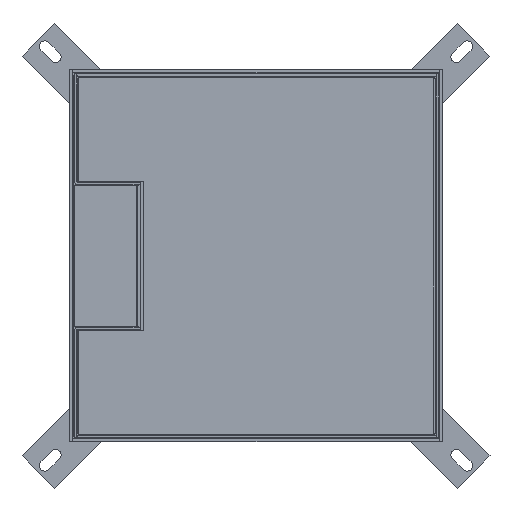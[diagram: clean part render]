
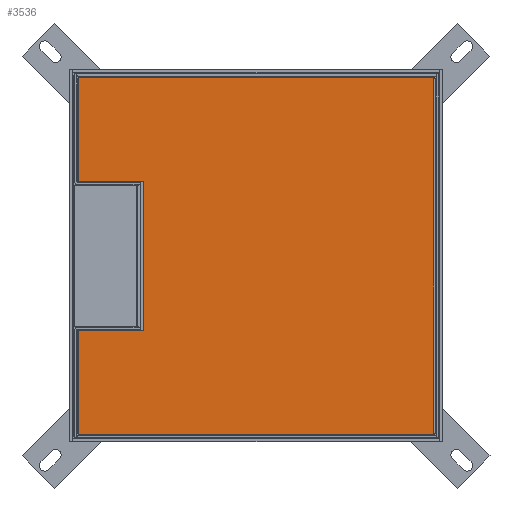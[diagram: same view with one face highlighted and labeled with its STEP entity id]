
A CAD part, top view. The second image highlights one B-rep face of the part: STEP entity #3536.
In plain terms, the highlighted face is planar.
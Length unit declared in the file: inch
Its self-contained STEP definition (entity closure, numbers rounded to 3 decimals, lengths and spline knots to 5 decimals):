
#893 = EDGE_CURVE ( 'NONE', #4910, #12142, #4896, .T. ) ;
#917 = DIRECTION ( 'NONE',  ( 0., 1., 0. ) ) ;
#1153 = FACE_OUTER_BOUND ( 'NONE', #8542, .T. ) ;
#1338 = CARTESIAN_POINT ( 'NONE',  ( 1.91535, -2.91339, 0. ) ) ;
#1363 = DIRECTION ( 'NONE',  ( -1., 0., 0. ) ) ;
#1642 = DIRECTION ( 'NONE',  ( 1., 0., 0. ) ) ;
#2476 = CARTESIAN_POINT ( 'NONE',  ( -4.56693, 4.5374, 0. ) ) ;
#2604 = CARTESIAN_POINT ( 'NONE',  ( -4.56693, 4.5374, 0. ) ) ;
#2706 = VERTEX_POINT ( 'NONE', #13051 ) ;
#2736 = DIRECTION ( 'NONE',  ( -1., 0., 0. ) ) ;
#2799 = CARTESIAN_POINT ( 'NONE',  ( -4.56693, 4.5374, 0. ) ) ;
#2864 = VECTOR ( 'NONE', #1642, 39.37008 ) ;
#2931 = VECTOR ( 'NONE', #13218, 39.37008 ) ;
#3095 = EDGE_CURVE ( 'NONE', #9297, #4910, #11942, .T. ) ;
#3263 = LINE ( 'NONE', #2604, #2931 ) ;
#3266 = VECTOR ( 'NONE', #10273, 39.37008 ) ;
#3519 = ORIENTED_EDGE ( 'NONE', *, *, #3095, .T. ) ;
#3536 = ADVANCED_FACE ( 'N', ( #1153 ), #9889, .F. ) ;
#3558 = DIRECTION ( 'NONE',  ( 1., 0., 0. ) ) ;
#3749 = EDGE_CURVE ( 'NONE', #6010, #7633, #8644, .T. ) ;
#3841 = CARTESIAN_POINT ( 'NONE',  ( 4.56693, 4.5374, 0. ) ) ;
#4228 = CARTESIAN_POINT ( 'NONE',  ( 4.56693, 4.5374, 0. ) ) ;
#4643 = CARTESIAN_POINT ( 'NONE',  ( -1.91535, -2.91339, 0. ) ) ;
#4896 = LINE ( 'NONE', #1338, #5031 ) ;
#4910 = VERTEX_POINT ( 'NONE', #13236 ) ;
#5031 = VECTOR ( 'NONE', #1363, 39.37008 ) ;
#5056 = CARTESIAN_POINT ( 'NONE',  ( -4.56693, -4.56693, 0. ) ) ;
#5278 = VECTOR ( 'NONE', #9487, 39.37008 ) ;
#5519 = ORIENTED_EDGE ( 'NONE', *, *, #3749, .T. ) ;
#5561 = DIRECTION ( 'NONE',  ( 0., -1., 0. ) ) ;
#6010 = VERTEX_POINT ( 'NONE', #10510 ) ;
#6058 = EDGE_CURVE ( 'NONE', #12962, #9297, #9646, .T. ) ;
#6337 = CARTESIAN_POINT ( 'NONE',  ( -4.56693, -4.56693, 0. ) ) ;
#6508 = ORIENTED_EDGE ( 'NONE', *, *, #6058, .T. ) ;
#7420 = EDGE_CURVE ( 'NONE', #2706, #13666, #7978, .T. ) ;
#7593 = ORIENTED_EDGE ( 'NONE', *, *, #12006, .T. ) ;
#7633 = VERTEX_POINT ( 'NONE', #4228 ) ;
#7727 = VECTOR ( 'NONE', #5561, 39.37008 ) ;
#7978 = LINE ( 'NONE', #10291, #9300 ) ;
#8290 = ORIENTED_EDGE ( 'NONE', *, *, #12197, .T. ) ;
#8422 = ORIENTED_EDGE ( 'NONE', *, *, #8858, .T. ) ;
#8542 = EDGE_LOOP ( 'NONE', ( #11866, #8422, #5519, #8290, #6508, #3519, #11763, #7593 ) ) ;
#8644 = LINE ( 'NONE', #2799, #2864 ) ;
#8858 = EDGE_CURVE ( 'NONE', #13666, #6010, #3263, .T. ) ;
#9162 = VECTOR ( 'NONE', #917, 39.37008 ) ;
#9297 = VERTEX_POINT ( 'NONE', #13892 ) ;
#9300 = VECTOR ( 'NONE', #2736, 39.37008 ) ;
#9487 = DIRECTION ( 'NONE',  ( -1., 0., 0. ) ) ;
#9646 = LINE ( 'NONE', #5056, #5278 ) ;
#9889 = PLANE ( 'NONE',  #11941 ) ;
#10036 = DIRECTION ( 'NONE',  ( 0., 0., 1. ) ) ;
#10273 = DIRECTION ( 'NONE',  ( 0., -1., 0. ) ) ;
#10291 = CARTESIAN_POINT ( 'NONE',  ( -4.56693, -4.56693, 0. ) ) ;
#10510 = CARTESIAN_POINT ( 'NONE',  ( -4.56693, 4.5374, 0. ) ) ;
#10548 = LINE ( 'NONE', #10886, #7727 ) ;
#10886 = CARTESIAN_POINT ( 'NONE',  ( -1.91535, -2.91339, 0. ) ) ;
#11516 = LINE ( 'NONE', #3841, #3266 ) ;
#11526 = CARTESIAN_POINT ( 'NONE',  ( 4.56693, -4.56693, 0. ) ) ;
#11763 = ORIENTED_EDGE ( 'NONE', *, *, #893, .T. ) ;
#11866 = ORIENTED_EDGE ( 'NONE', *, *, #7420, .T. ) ;
#11941 = AXIS2_PLACEMENT_3D ( 'NONE', #2476, #10036, #3558 ) ;
#11942 = LINE ( 'NONE', #12712, #9162 ) ;
#12006 = EDGE_CURVE ( 'NONE', #12142, #2706, #10548, .T. ) ;
#12142 = VERTEX_POINT ( 'NONE', #4643 ) ;
#12197 = EDGE_CURVE ( 'NONE', #7633, #12962, #11516, .T. ) ;
#12712 = CARTESIAN_POINT ( 'NONE',  ( 1.91535, -2.91339, 0. ) ) ;
#12962 = VERTEX_POINT ( 'NONE', #11526 ) ;
#13051 = CARTESIAN_POINT ( 'NONE',  ( -1.91535, -4.56693, 0. ) ) ;
#13218 = DIRECTION ( 'NONE',  ( 0., 1., 0. ) ) ;
#13236 = CARTESIAN_POINT ( 'NONE',  ( 1.91535, -2.91339, 0. ) ) ;
#13666 = VERTEX_POINT ( 'NONE', #6337 ) ;
#13892 = CARTESIAN_POINT ( 'NONE',  ( 1.91535, -4.56693, 0. ) ) ;
